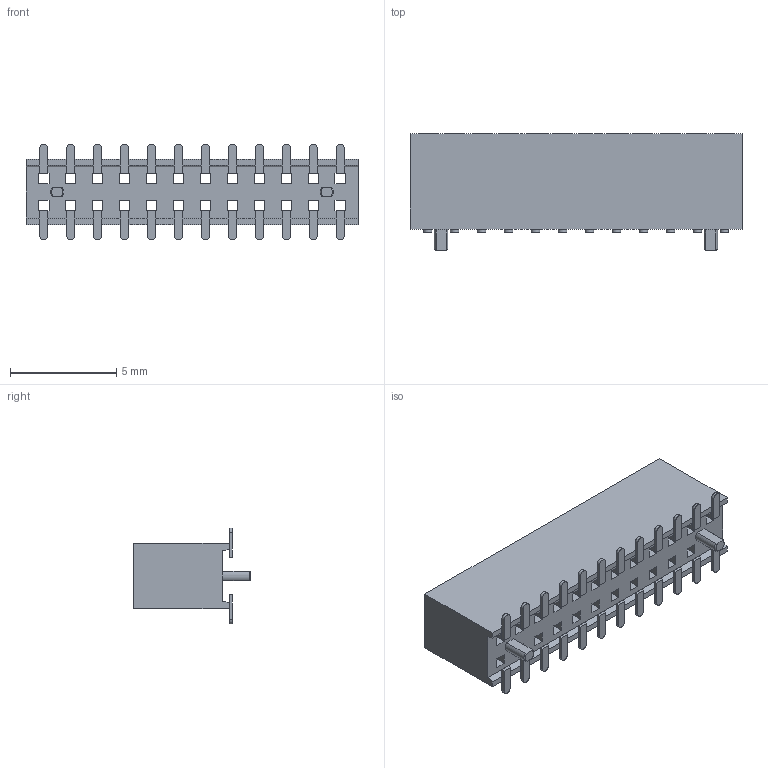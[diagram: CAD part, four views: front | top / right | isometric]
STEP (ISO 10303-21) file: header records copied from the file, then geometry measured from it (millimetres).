
FILE_DESCRIPTION(/* description */ (''),/* implementation_level */ '2;1');
FILE_NAME(/* name */ 'LPPB122NFSP.step',/* time_stamp */ '2018-04-16T20:22:45+02:00',/* author */ ('hyarion'),/* organization */ (''),/* preprocessor_version */ 'ST-DEVELOPER v16.13',/* originating_system */ 'Autodesk Translation Framework v6.5.0.72',/* authorisation */ '');
FILE_SCHEMA (('AUTOMOTIVE_DESIGN { 1 0 10303 214 3 1 1 }'));
Length unit declared in the file: millimetre
Products named in the file (1): LPPB122NFSP
Bounding box: 15.64 x 5.5 x 4.5 mm (x, y, z)
Volume: 182.9 mm3; surface area: 499.2 mm2
Topology: 25 solids, 25 shells, 360 faces, 828 edges, 520 vertices
Faces by surface type: plane 328, cylinder 28, cone 4
Entity records: 9995 total; most frequent: CARTESIAN_POINT 1725, ORIENTED_EDGE 1656, DIRECTION 1602, EDGE_CURVE 828, LINE 760, VECTOR 760, VERTEX_POINT 520, AXIS2_PLACEMENT_3D 421
